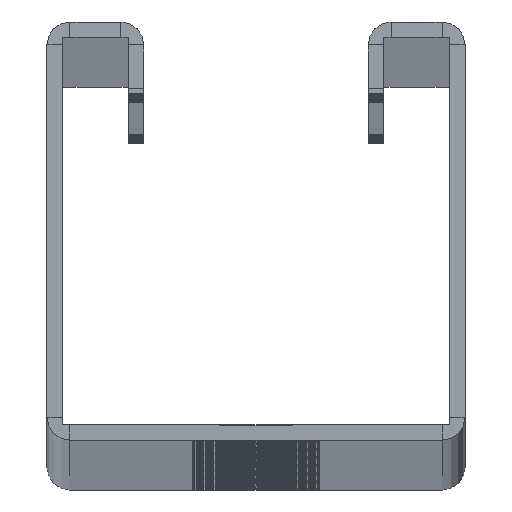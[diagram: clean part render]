
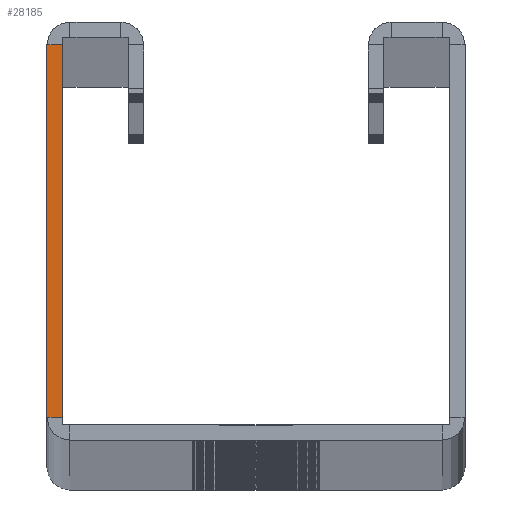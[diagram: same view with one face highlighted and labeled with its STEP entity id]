
A CAD part, top view. The second image highlights one B-rep face of the part: STEP entity #28185.
In plain terms, the highlighted planar face has unit normal (0, 0, 1).
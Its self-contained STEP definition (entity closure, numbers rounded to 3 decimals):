
#3609 = VECTOR ( 'NONE', #22091, 1000. ) ;
#4211 = CARTESIAN_POINT ( 'NONE',  ( -18.25, 1.5, 0. ) ) ;
#7981 = EDGE_CURVE ( 'NONE', #18680, #71720, #72797, .T. ) ;
#10298 = CARTESIAN_POINT ( 'NONE',  ( -20.5, 2.25, 0. ) ) ;
#11447 = ORIENTED_EDGE ( 'NONE', *, *, #37741, .T. ) ;
#15290 = DIRECTION ( 'NONE',  ( 1., 0., 0. ) ) ;
#15481 = VERTEX_POINT ( 'NONE', #50931 ) ;
#18680 = VERTEX_POINT ( 'NONE', #41279 ) ;
#21264 = ORIENTED_EDGE ( 'NONE', *, *, #51460, .T. ) ;
#22091 = DIRECTION ( 'NONE',  ( -1., 0., 0. ) ) ;
#23630 = EDGE_CURVE ( 'NONE', #15481, #71720, #35440, .T. ) ;
#24655 = EDGE_LOOP ( 'NONE', ( #75597, #21264, #11447, #62953 ) ) ;
#28185 = ADVANCED_FACE ( 'NONE', ( #74000 ), #69093, .T. ) ;
#29039 = DIRECTION ( 'NONE',  ( 0., 0., 1. ) ) ;
#29134 = CARTESIAN_POINT ( 'NONE',  ( -19., 38.75, 0. ) ) ;
#35440 = LINE ( 'NONE', #29134, #3609 ) ;
#37741 = EDGE_CURVE ( 'NONE', #73943, #15481, #69930, .T. ) ;
#40623 = CARTESIAN_POINT ( 'NONE',  ( -19., 0., 0. ) ) ;
#41279 = CARTESIAN_POINT ( 'NONE',  ( -20.5, 2.25, 0. ) ) ;
#42543 = LINE ( 'NONE', #10298, #62195 ) ;
#43819 = DIRECTION ( 'NONE',  ( 0., 1., 0. ) ) ;
#50931 = CARTESIAN_POINT ( 'NONE',  ( -19., 38.75, 0. ) ) ;
#51460 = EDGE_CURVE ( 'NONE', #18680, #73943, #42543, .T. ) ;
#54413 = DIRECTION ( 'NONE',  ( 1., 0., 0. ) ) ;
#59702 = DIRECTION ( 'NONE',  ( 0., 1., 0. ) ) ;
#61822 = CARTESIAN_POINT ( 'NONE',  ( -19., 2.25, 0. ) ) ;
#62195 = VECTOR ( 'NONE', #15290, 1000. ) ;
#62953 = ORIENTED_EDGE ( 'NONE', *, *, #23630, .T. ) ;
#67210 = VECTOR ( 'NONE', #43819, 1000. ) ;
#69093 = PLANE ( 'NONE',  #72865 ) ;
#69930 = LINE ( 'NONE', #40623, #74582 ) ;
#71720 = VERTEX_POINT ( 'NONE', #75971 ) ;
#72797 = LINE ( 'NONE', #74653, #67210 ) ;
#72865 = AXIS2_PLACEMENT_3D ( 'NONE', #4211, #29039, #54413 ) ;
#73943 = VERTEX_POINT ( 'NONE', #61822 ) ;
#74000 = FACE_OUTER_BOUND ( 'NONE', #24655, .T. ) ;
#74582 = VECTOR ( 'NONE', #59702, 1000. ) ;
#74653 = CARTESIAN_POINT ( 'NONE',  ( -20.5, 0., 0. ) ) ;
#75597 = ORIENTED_EDGE ( 'NONE', *, *, #7981, .F. ) ;
#75971 = CARTESIAN_POINT ( 'NONE',  ( -20.5, 38.75, 0. ) ) ;
